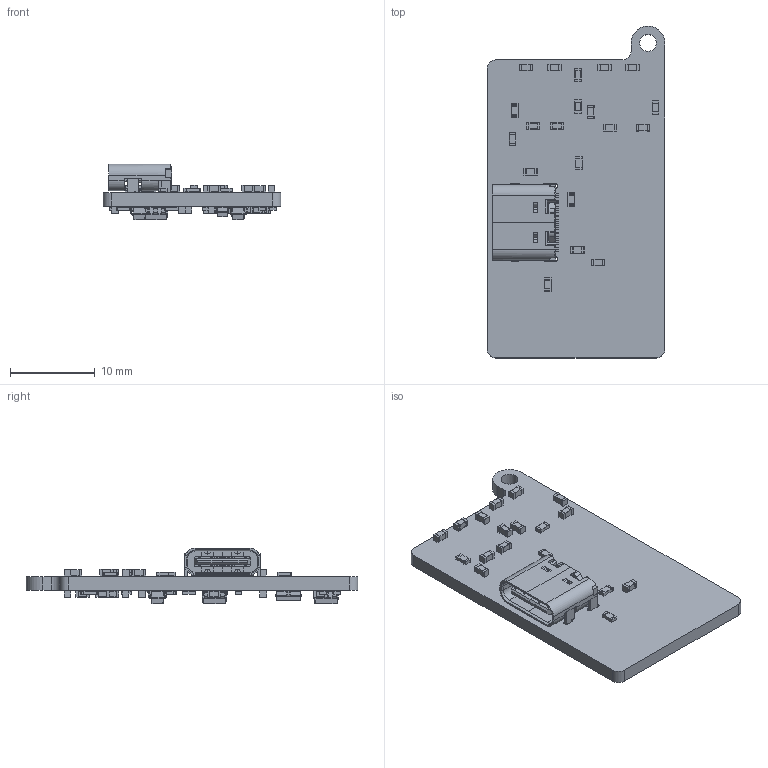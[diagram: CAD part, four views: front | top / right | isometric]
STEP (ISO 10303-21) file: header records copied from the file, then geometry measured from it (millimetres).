
FILE_DESCRIPTION(('KiCad electronic assembly'),'2;1');
FILE_NAME('fsr_controller.step','2024-06-20T16:32:00',('Pcbnew'),( 'Kicad'),'Open CASCADE STEP processor 7.7','KiCad to STEP converter' ,'Unknown');
FILE_SCHEMA(('AUTOMOTIVE_DESIGN { 1 0 10303 214 1 1 1 1 }'));
Length unit declared in the file: millimetre
Products named in the file (12): fsr_controller 1; C_0603_1608Metric; R_0603_1608Metric; USB_C_Receptacle_GCT_USB4105-xx-A_16P_TopMnt_Horizontal; USB_C_Receptacle_16P_TopMnt_Horizontal_GCT_USB4105-xx-A; SOT-23-5; SOT_23_5; SOT-23; SOT_23; fsr_controller2_PCB
Assembly tree (60 placements, depth 3):
  fsr_controller 1
    C_0603_1608Metric  x26
      C_0603_1608Metric
    R_0603_1608Metric  x23
      R_0603_1608Metric
    USB_C_Receptacle_GCT_USB4105-xx-A_16P_TopMnt_Horizontal
      USB_C_Receptacle_16P_TopMnt_Horizontal_GCT_USB4105-xx-A
    SOT-23-5  x3
      SOT_23_5
    SOT-23
      SOT_23
    fsr_controller2_PCB
Bounding box: 21 x 39.2 x 6.56 mm (x, y, z)
Volume: 1374.1 mm3; surface area: 2628.7 mm2
Topology: 90 solids, 90 shells, 2407 faces, 6137 edges, 3952 vertices
Faces by surface type: plane 1561, cylinder 724, bspline 114, cone 8
Full cylindrical faces by diameter (mm): 0.5 x2, 0.65 x2, 2 x1
Entity records: 33881 total; most frequent: CARTESIAN_POINT 5045, ORIENTED_EDGE 4574, DIRECTION 4477, EDGE_CURVE 2287, LINE 1789, VECTOR 1789, VERTEX_POINT 1444, AXIS2_PLACEMENT_3D 1344
